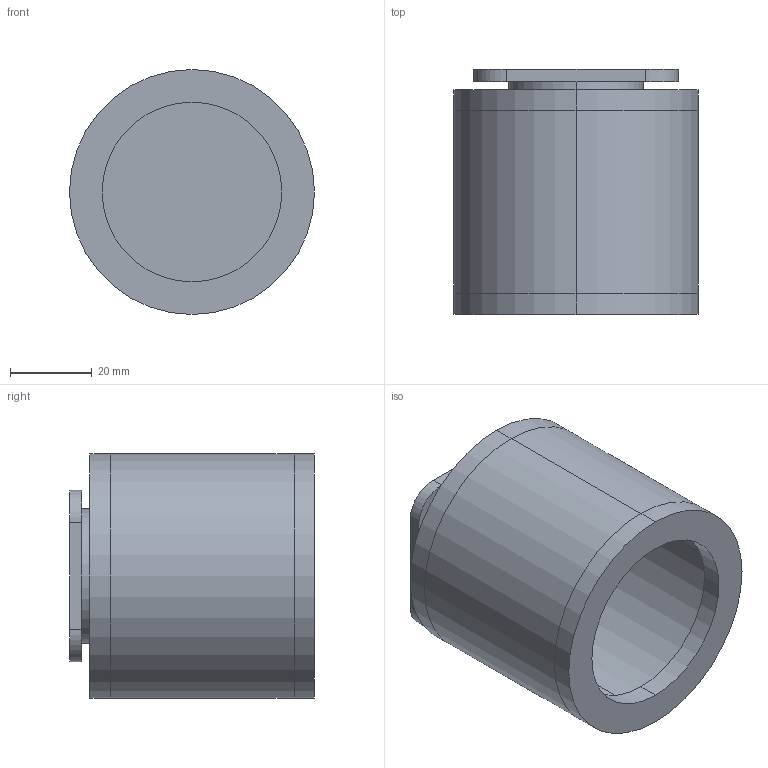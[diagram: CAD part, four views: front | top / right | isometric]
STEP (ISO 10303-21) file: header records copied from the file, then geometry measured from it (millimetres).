
FILE_DESCRIPTION (( 'STEP AP214' ), '1' );
FILE_NAME ('F002876,F002878_3D.step', '2022-08-15T13:42:20', ( '' ), ( '' ), 'SwSTEP 2.0', 'SolidWorks 2020', '' );
FILE_SCHEMA (( 'AUTOMOTIVE_DESIGN' ));
Length unit declared in the file: millimetre
Products named in the file (1): F002876,F002878_3D
Bounding box: 60 x 60 x 60 mm (x, y, z)
Volume: 36416.2 mm3; surface area: 32773.2 mm2
Topology: 4 solids, 4 shells, 39 faces, 90 edges, 60 vertices
Faces by surface type: cylinder 26, plane 13
Entity records: 1225 total; most frequent: DIRECTION 222, CARTESIAN_POINT 190, ORIENTED_EDGE 180, AXIS2_PLACEMENT_3D 92, EDGE_CURVE 90, VERTEX_POINT 60, EDGE_LOOP 54, CIRCLE 52
